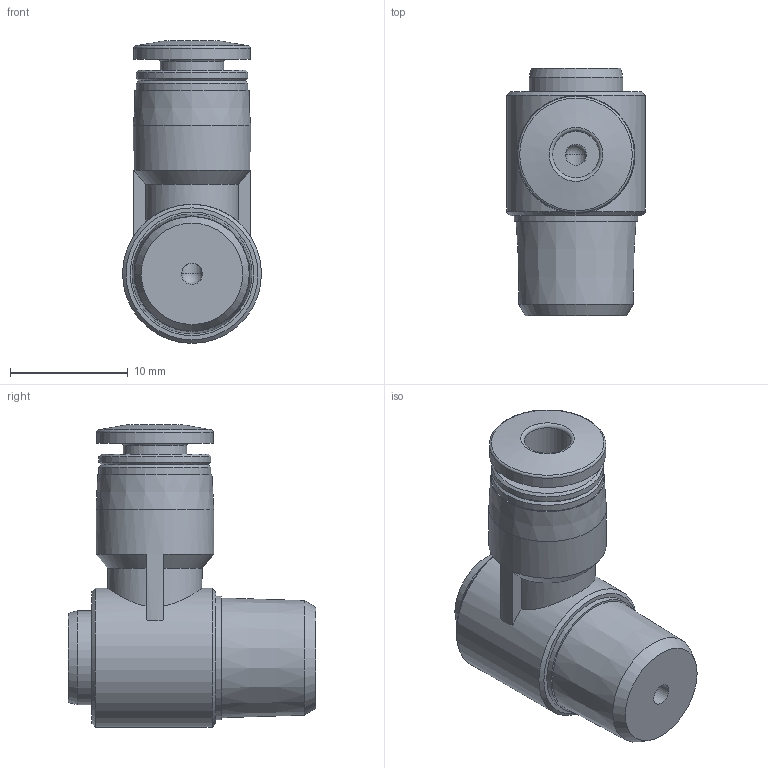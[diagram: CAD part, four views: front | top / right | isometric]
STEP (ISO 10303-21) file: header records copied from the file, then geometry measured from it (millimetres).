
FILE_DESCRIPTION(/* description */ ('STEP AP214'),/* implementation_level */ '2;1');
FILE_NAME(/* name */ '190753_QSLV-1_8-5_32-I-U',/* time_stamp */ '2024-09-14T10:25:41+02:00',/* author */ ('License CC BY-ND 4.0'),/* organization */ ('CADENAS'),/* preprocessor_version */ 'ST-DEVELOPER v19.3',/* originating_system */ 'PARTsolutions',/* authorisation */ ' ');
FILE_SCHEMA (('AUTOMOTIVE_DESIGN {1 0 10303 214 3 1 1}'));
Length unit declared in the file: millimetre
Products named in the file (1): 190753 QSLV-1/8-5/32-I-U
Bounding box: 11.8 x 21 x 25.7 mm (x, y, z)
Volume: 2582.8 mm3; surface area: 1775.4 mm2
Topology: 1 solids, 1 shells, 50 faces, 106 edges, 65 vertices
Faces by surface type: plane 20, cylinder 13, cone 13, torus 3, sphere 1
Full cylindrical faces by diameter (mm): 1.8 x2, 3.969 x1, 5.4 x1, 7.969 x1, 9.5 x2, 9.9 x1, 10 x1, 10.5 x1, 11.8 x1
Entity records: 1590 total; most frequent: CARTESIAN_POINT 250, DIRECTION 208, ORIENTED_EDGE 154, AXIS2_PLACEMENT_3D 94, EDGE_LOOP 85, FACE_BOUND 85, EDGE_CURVE 77, VERTEX_POINT 62
